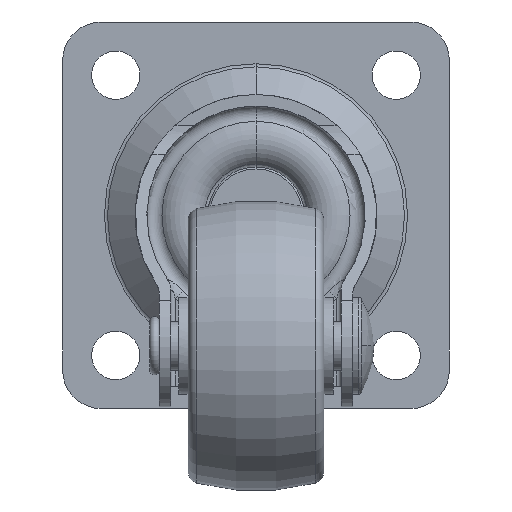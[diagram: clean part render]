
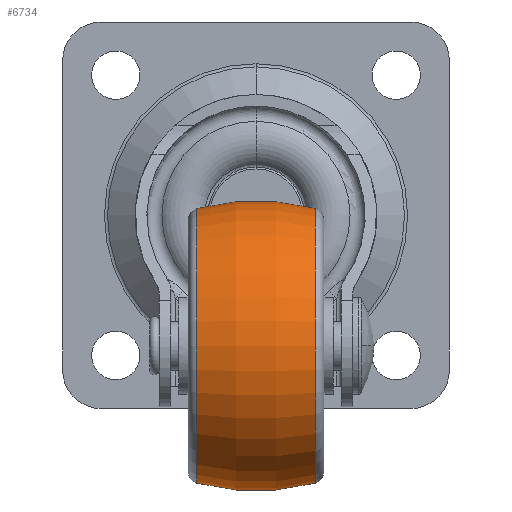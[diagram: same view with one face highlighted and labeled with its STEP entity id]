
A CAD part, front view. The second image highlights one B-rep face of the part: STEP entity #6734.
In plain terms, the highlighted toroidal (fillet/blend) face has major radius 8.725 mm and minor radius 23.725 mm.
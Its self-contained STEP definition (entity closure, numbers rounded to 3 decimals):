
#225 = CIRCLE ( 'NONE', #846, 14.2 ) ;
#254 = ORIENTED_EDGE ( 'NONE', *, *, #5680, .T. ) ;
#298 = AXIS2_PLACEMENT_3D ( 'NONE', #2324, #755, #6132 ) ;
#469 = EDGE_LOOP ( 'NONE', ( #6327, #254, #470, #2255 ) ) ;
#470 = ORIENTED_EDGE ( 'NONE', *, *, #2336, .T. ) ;
#506 = CARTESIAN_POINT ( 'NONE',  ( -6.109, -18.8, -13.5 ) ) ;
#755 = DIRECTION ( 'NONE',  ( 0., -1., 0. ) ) ;
#846 = AXIS2_PLACEMENT_3D ( 'NONE', #6464, #2226, #1673 ) ;
#1118 = CARTESIAN_POINT ( 'NONE',  ( 0., -18.8, -13.5 ) ) ;
#1296 = CARTESIAN_POINT ( 'NONE',  ( 6.109, -18.8, -27.7 ) ) ;
#1347 = DIRECTION ( 'NONE',  ( 0., 1., 0. ) ) ;
#1547 = CARTESIAN_POINT ( 'NONE',  ( -6.109, -18.8, 0.7 ) ) ;
#1587 = CIRCLE ( 'NONE', #298, 23.725 ) ;
#1673 = DIRECTION ( 'NONE',  ( 0., 0., 1. ) ) ;
#1967 = VERTEX_POINT ( 'NONE', #5143 ) ;
#2086 = AXIS2_PLACEMENT_3D ( 'NONE', #506, #4806, #5875 ) ;
#2088 = DIRECTION ( 'NONE',  ( 0., 0., 1. ) ) ;
#2226 = DIRECTION ( 'NONE',  ( -1., 0., 0. ) ) ;
#2255 = ORIENTED_EDGE ( 'NONE', *, *, #2551, .F. ) ;
#2324 = CARTESIAN_POINT ( 'NONE',  ( 0., -18.8, -22.225 ) ) ;
#2336 = EDGE_CURVE ( 'NONE', #1967, #4411, #1587, .T. ) ;
#2366 = VERTEX_POINT ( 'NONE', #1296 ) ;
#2551 = EDGE_CURVE ( 'NONE', #6499, #4411, #6401, .T. ) ;
#3391 = AXIS2_PLACEMENT_3D ( 'NONE', #4561, #1347, #5153 ) ;
#3606 = EDGE_CURVE ( 'NONE', #2366, #6499, #4615, .T. ) ;
#4074 = FACE_OUTER_BOUND ( 'NONE', #469, .T. ) ;
#4103 = CARTESIAN_POINT ( 'NONE',  ( -6.109, -18.8, -27.7 ) ) ;
#4411 = VERTEX_POINT ( 'NONE', #1547 ) ;
#4561 = CARTESIAN_POINT ( 'NONE',  ( 0., -18.8, -4.775 ) ) ;
#4615 = CIRCLE ( 'NONE', #3391, 23.725 ) ;
#4806 = DIRECTION ( 'NONE',  ( -1., 0., 0. ) ) ;
#5143 = CARTESIAN_POINT ( 'NONE',  ( 6.109, -18.8, 0.7 ) ) ;
#5153 = DIRECTION ( 'NONE',  ( 0., 0., 1. ) ) ;
#5401 = DIRECTION ( 'NONE',  ( -1., 0., 0. ) ) ;
#5680 = EDGE_CURVE ( 'NONE', #2366, #1967, #225, .T. ) ;
#5875 = DIRECTION ( 'NONE',  ( 0., 0., 1. ) ) ;
#5973 = AXIS2_PLACEMENT_3D ( 'NONE', #1118, #5401, #2088 ) ;
#6132 = DIRECTION ( 'NONE',  ( 0., 0., -1. ) ) ;
#6327 = ORIENTED_EDGE ( 'NONE', *, *, #3606, .F. ) ;
#6401 = CIRCLE ( 'NONE', #2086, 14.2 ) ;
#6464 = CARTESIAN_POINT ( 'NONE',  ( 6.109, -18.8, -13.5 ) ) ;
#6499 = VERTEX_POINT ( 'NONE', #4103 ) ;
#6715 = TOROIDAL_SURFACE ( 'NONE', #5973, -8.725, 23.725 ) ;
#6734 = ADVANCED_FACE ( 'NONE', ( #4074 ), #6715, .T. ) ;
